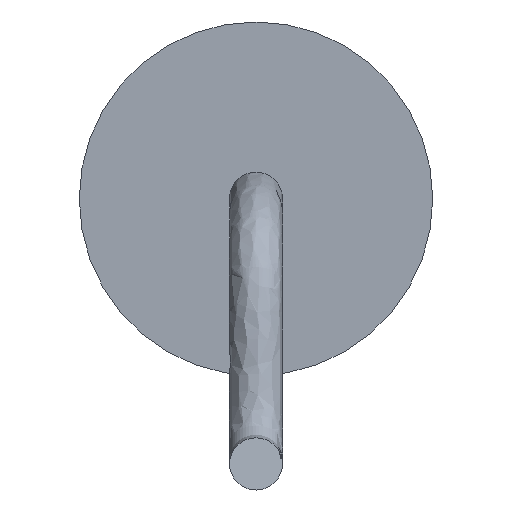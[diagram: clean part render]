
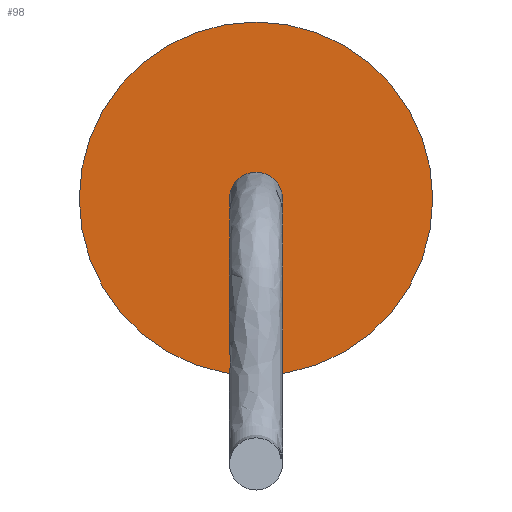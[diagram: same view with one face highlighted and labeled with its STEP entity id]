
A CAD part, left-side view. The second image highlights one B-rep face of the part: STEP entity #98.
In plain terms, the highlighted planar face has unit normal (-1, 0, 0).
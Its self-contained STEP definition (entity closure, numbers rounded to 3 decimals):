
#98=ADVANCED_FACE('',(#683,#685),#687,.T.);
#683=FACE_BOUND('',#684,.T.);
#684=EDGE_LOOP('',(#1234));
#685=FACE_BOUND('',#686,.T.);
#686=EDGE_LOOP('',(#1235));
#687=PLANE('',#688);
#688=AXIS2_PLACEMENT_3D('',#689,#690,#691);
#689=CARTESIAN_POINT('',(-6.,0.,0.));
#690=DIRECTION('',(-1.,0.,0.));
#691=DIRECTION('',(0.,0.,1.));
#1234=ORIENTED_EDGE('',*,*,#1248,.T.);
#1235=ORIENTED_EDGE('',*,*,#1249,.F.);
#1248=EDGE_CURVE('',#1263,#1263,#1264,.T.);
#1249=EDGE_CURVE('',#1265,#1265,#1266,.T.);
#1263=VERTEX_POINT('',#1298);
#1264=CIRCLE('',#1299,2.);
#1265=VERTEX_POINT('',#1303);
#1266=CIRCLE('',#1304,0.3);
#1298=CARTESIAN_POINT('',(-6.,0.,2.));
#1299=AXIS2_PLACEMENT_3D('',#1300,#1301,#1302);
#1300=CARTESIAN_POINT('',(-6.,0.,0.));
#1301=DIRECTION('',(-1.,0.,0.));
#1302=DIRECTION('',(0.,0.,1.));
#1303=CARTESIAN_POINT('',(-6.,0.,0.3));
#1304=AXIS2_PLACEMENT_3D('',#1305,#1306,#1307);
#1305=CARTESIAN_POINT('',(-6.,0.,0.));
#1306=DIRECTION('',(-1.,0.,0.));
#1307=DIRECTION('',(0.,0.,1.));
